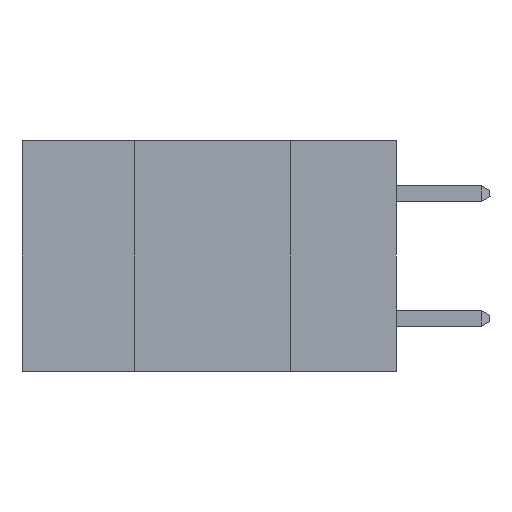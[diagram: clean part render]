
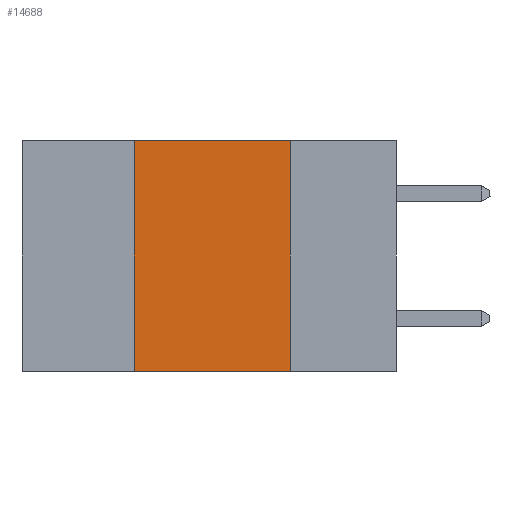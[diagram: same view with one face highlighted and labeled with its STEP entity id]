
A CAD part, left-side view. The second image highlights one B-rep face of the part: STEP entity #14688.
In plain terms, the highlighted planar face has unit normal (-1, 0, 0).
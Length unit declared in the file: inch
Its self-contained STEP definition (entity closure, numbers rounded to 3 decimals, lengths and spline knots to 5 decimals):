
#688 = ORIENTED_EDGE ( 'NONE', *, *, #18427, .F. ) ;
#783 = CARTESIAN_POINT ( 'NONE',  ( 0., 0.17, -0.37 ) ) ;
#857 = VECTOR ( 'NONE', #12195, 39.37008 ) ;
#867 = ORIENTED_EDGE ( 'NONE', *, *, #16990, .F. ) ;
#998 = DIRECTION ( 'NONE',  ( 0., 0., -1. ) ) ;
#2062 = CARTESIAN_POINT ( 'NONE',  ( 0., 0.42, 0. ) ) ;
#2946 = CARTESIAN_POINT ( 'NONE',  ( 0., 0.17, 0. ) ) ;
#3268 = CARTESIAN_POINT ( 'NONE',  ( 0., 0.6, -0.37 ) ) ;
#4320 = VERTEX_POINT ( 'NONE', #12549 ) ;
#4897 = LINE ( 'NONE', #2946, #18240 ) ;
#6986 = CARTESIAN_POINT ( 'NONE',  ( 0., 0.42, 0. ) ) ;
#7114 = VECTOR ( 'NONE', #10010, 39.37008 ) ;
#7624 = LINE ( 'NONE', #3268, #7114 ) ;
#7746 = PLANE ( 'NONE',  #7830 ) ;
#7789 = VECTOR ( 'NONE', #11580, 39.37008 ) ;
#7830 = AXIS2_PLACEMENT_3D ( 'NONE', #21114, #11136, #998 ) ;
#8387 = VERTEX_POINT ( 'NONE', #783 ) ;
#8923 = ORIENTED_EDGE ( 'NONE', *, *, #16865, .F. ) ;
#9050 = VERTEX_POINT ( 'NONE', #12421 ) ;
#9577 = VERTEX_POINT ( 'NONE', #6986 ) ;
#10010 = DIRECTION ( 'NONE',  ( 0., -1., 0. ) ) ;
#11136 = DIRECTION ( 'NONE',  ( 1., 0., 0. ) ) ;
#11580 = DIRECTION ( 'NONE',  ( 0., -1., 0. ) ) ;
#11732 = FACE_OUTER_BOUND ( 'NONE', #13338, .T. ) ;
#12195 = DIRECTION ( 'NONE',  ( 0., 0., 1. ) ) ;
#12421 = CARTESIAN_POINT ( 'NONE',  ( 0., 0.42, -0.37 ) ) ;
#12549 = CARTESIAN_POINT ( 'NONE',  ( 0., 0.17, 0. ) ) ;
#12835 = EDGE_CURVE ( 'NONE', #9050, #8387, #7624, .T. ) ;
#13338 = EDGE_LOOP ( 'NONE', ( #8923, #867, #688, #13589 ) ) ;
#13589 = ORIENTED_EDGE ( 'NONE', *, *, #12835, .T. ) ;
#14284 = LINE ( 'NONE', #2062, #857 ) ;
#14688 = ADVANCED_FACE ( 'NONE', ( #11732 ), #7746, .F. ) ;
#14713 = DIRECTION ( 'NONE',  ( 0., 0., -1. ) ) ;
#16865 = EDGE_CURVE ( 'NONE', #4320, #8387, #4897, .T. ) ;
#16990 = EDGE_CURVE ( 'NONE', #9577, #4320, #20605, .T. ) ;
#18240 = VECTOR ( 'NONE', #14713, 39.37008 ) ;
#18427 = EDGE_CURVE ( 'NONE', #9050, #9577, #14284, .T. ) ;
#19900 = CARTESIAN_POINT ( 'NONE',  ( 0., 0.6, 0. ) ) ;
#20605 = LINE ( 'NONE', #19900, #7789 ) ;
#21114 = CARTESIAN_POINT ( 'NONE',  ( 0., 0.6, 0. ) ) ;
